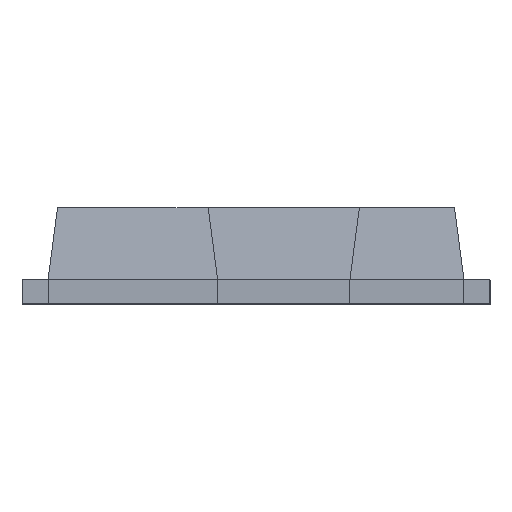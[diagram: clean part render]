
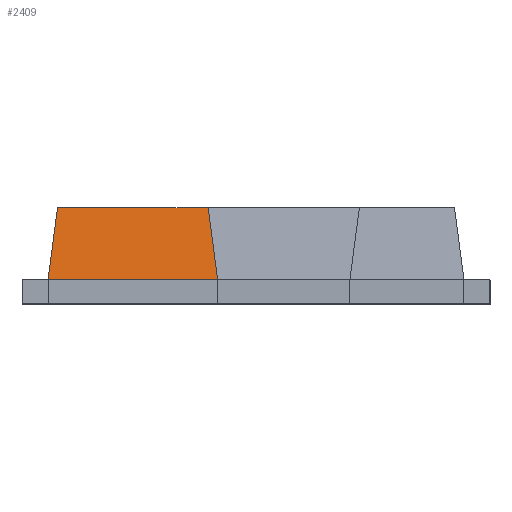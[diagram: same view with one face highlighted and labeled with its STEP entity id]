
A CAD part, top view. The second image highlights one B-rep face of the part: STEP entity #2409.
In plain terms, the highlighted planar face has unit normal (0, 0.131, 0.991).
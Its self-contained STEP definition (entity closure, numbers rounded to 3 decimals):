
#38 = ORIENTED_EDGE ( 'NONE', *, *, #3463, .F. ) ;
#85 = CARTESIAN_POINT ( 'NONE',  ( 0., 2.4, 4.713 ) ) ;
#174 = DIRECTION ( 'NONE',  ( 0., 0.131, 0.991 ) ) ;
#490 = VERTEX_POINT ( 'NONE', #3637 ) ;
#519 = VECTOR ( 'NONE', #2560, 1000. ) ;
#704 = CARTESIAN_POINT ( 'NONE',  ( -0.957, 0.6, 4.95 ) ) ;
#942 = EDGE_LOOP ( 'NONE', ( #4705, #2912, #3415, #38 ) ) ;
#1100 = LINE ( 'NONE', #3412, #519 ) ;
#1278 = VECTOR ( 'NONE', #4004, 1000. ) ;
#1513 = CARTESIAN_POINT ( 'NONE',  ( -5.187, 0.6, 4.95 ) ) ;
#1630 = LINE ( 'NONE', #4465, #4366 ) ;
#1686 = CARTESIAN_POINT ( 'NONE',  ( -0.957, 2.4, 4.713 ) ) ;
#2035 = LINE ( 'NONE', #4426, #2856 ) ;
#2178 = VERTEX_POINT ( 'NONE', #4412 ) ;
#2183 = VERTEX_POINT ( 'NONE', #704 ) ;
#2214 = EDGE_CURVE ( 'NONE', #490, #2183, #1630, .T. ) ;
#2407 = DIRECTION ( 'NONE',  ( -1., 0., 0. ) ) ;
#2409 = ADVANCED_FACE ( 'NONE', ( #5618 ), #3352, .T. ) ;
#2560 = DIRECTION ( 'NONE',  ( -0.129, -0.983, 0.129 ) ) ;
#2856 = VECTOR ( 'NONE', #3974, 1000. ) ;
#2912 = ORIENTED_EDGE ( 'NONE', *, *, #3400, .F. ) ;
#3194 = LINE ( 'NONE', #1686, #1278 ) ;
#3337 = EDGE_CURVE ( 'NONE', #2178, #3556, #1100, .T. ) ;
#3352 = PLANE ( 'NONE',  #5496 ) ;
#3400 = EDGE_CURVE ( 'NONE', #2183, #3556, #2035, .T. ) ;
#3412 = CARTESIAN_POINT ( 'NONE',  ( -4.872, 3., 4.634 ) ) ;
#3415 = ORIENTED_EDGE ( 'NONE', *, *, #2214, .F. ) ;
#3463 = EDGE_CURVE ( 'NONE', #2178, #490, #3194, .T. ) ;
#3556 = VERTEX_POINT ( 'NONE', #1513 ) ;
#3637 = CARTESIAN_POINT ( 'NONE',  ( -1.194, 2.4, 4.713 ) ) ;
#3974 = DIRECTION ( 'NONE',  ( -1., 0., 0. ) ) ;
#4004 = DIRECTION ( 'NONE',  ( 1., 0., 0. ) ) ;
#4366 = VECTOR ( 'NONE', #4901, 1000. ) ;
#4412 = CARTESIAN_POINT ( 'NONE',  ( -4.951, 2.4, 4.713 ) ) ;
#4426 = CARTESIAN_POINT ( 'NONE',  ( -5.187, 0.6, 4.95 ) ) ;
#4465 = CARTESIAN_POINT ( 'NONE',  ( -1.174, 2.248, 4.733 ) ) ;
#4705 = ORIENTED_EDGE ( 'NONE', *, *, #3337, .T. ) ;
#4901 = DIRECTION ( 'NONE',  ( 0.129, -0.983, 0.129 ) ) ;
#5496 = AXIS2_PLACEMENT_3D ( 'NONE', #85, #174, #2407 ) ;
#5618 = FACE_OUTER_BOUND ( 'NONE', #942, .T. ) ;
